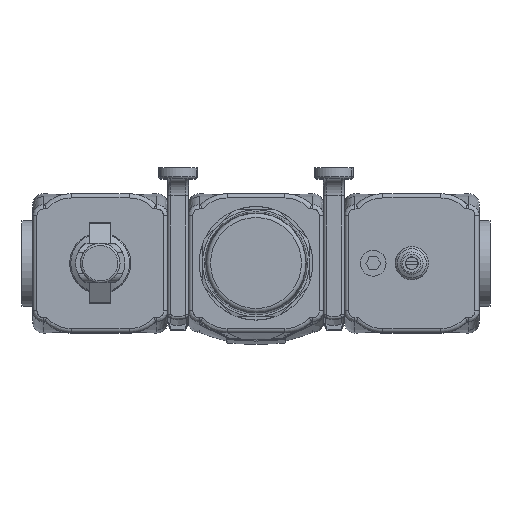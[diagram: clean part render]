
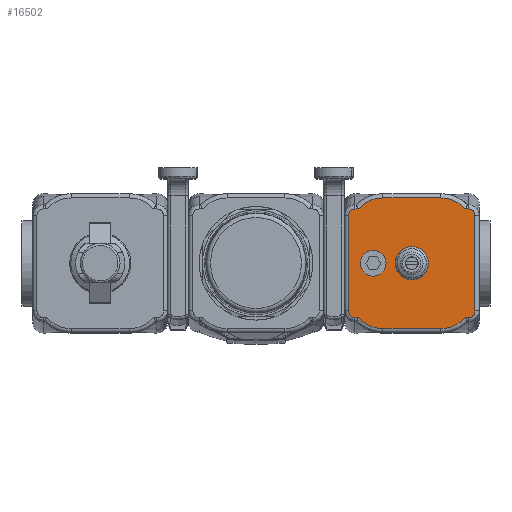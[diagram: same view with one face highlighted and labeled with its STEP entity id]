
A CAD part, top view. The second image highlights one B-rep face of the part: STEP entity #16502.
In plain terms, the highlighted planar face has unit normal (0, 0, 1).
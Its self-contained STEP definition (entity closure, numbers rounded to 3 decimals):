
#615=B_SPLINE_CURVE_WITH_KNOTS('',3,(#27546,#27547,#27548,#27549,#27550,
#27551),.UNSPECIFIED.,.F.,.F.,(4,1,1,4),(0.,0.205,0.341,
0.478),.UNSPECIFIED.);
#616=B_SPLINE_CURVE_WITH_KNOTS('',3,(#27555,#27556,#27557,#27558,#27559),
 .UNSPECIFIED.,.F.,.F.,(4,1,4),(0.,0.205,0.477),
 .UNSPECIFIED.);
#617=B_SPLINE_CURVE_WITH_KNOTS('',3,(#27571,#27572,#27573,#27574,#27575),
 .UNSPECIFIED.,.F.,.F.,(4,1,4),(0.,0.273,0.478),
 .UNSPECIFIED.);
#618=B_SPLINE_CURVE_WITH_KNOTS('',3,(#27579,#27580,#27581,#27582,#27583),
 .UNSPECIFIED.,.F.,.F.,(4,1,4),(0.,0.205,0.477),
 .UNSPECIFIED.);
#1668=LINE('',#27539,#2546);
#1669=LINE('',#27544,#2547);
#1670=LINE('',#27553,#2548);
#1671=LINE('',#27561,#2549);
#1672=LINE('',#27565,#2550);
#1673=LINE('',#27569,#2551);
#1674=LINE('',#27577,#2552);
#1675=LINE('',#27585,#2553);
#2546=VECTOR('',#20191,1000.);
#2547=VECTOR('',#20194,1000.);
#2548=VECTOR('',#20195,1000.);
#2549=VECTOR('',#20196,1000.);
#2550=VECTOR('',#20199,1000.);
#2551=VECTOR('',#20202,1000.);
#2552=VECTOR('',#20203,1000.);
#2553=VECTOR('',#20204,1000.);
#5626=ORIENTED_EDGE('',*,*,#7575,.T.);
#5627=ORIENTED_EDGE('',*,*,#7576,.T.);
#5628=ORIENTED_EDGE('',*,*,#7577,.F.);
#5629=ORIENTED_EDGE('',*,*,#7578,.F.);
#5630=ORIENTED_EDGE('',*,*,#7579,.F.);
#5631=ORIENTED_EDGE('',*,*,#7580,.F.);
#5632=ORIENTED_EDGE('',*,*,#7581,.F.);
#5633=ORIENTED_EDGE('',*,*,#7582,.F.);
#5634=ORIENTED_EDGE('',*,*,#7583,.F.);
#5635=ORIENTED_EDGE('',*,*,#7584,.F.);
#5636=ORIENTED_EDGE('',*,*,#7585,.F.);
#5637=ORIENTED_EDGE('',*,*,#7586,.F.);
#5638=ORIENTED_EDGE('',*,*,#7587,.F.);
#5639=ORIENTED_EDGE('',*,*,#7588,.F.);
#5640=ORIENTED_EDGE('',*,*,#7589,.F.);
#5641=ORIENTED_EDGE('',*,*,#7590,.F.);
#5642=ORIENTED_EDGE('',*,*,#7591,.F.);
#5643=ORIENTED_EDGE('',*,*,#7592,.F.);
#7575=EDGE_CURVE('',#8774,#8774,#9247,.T.);
#7576=EDGE_CURVE('',#8775,#8775,#9248,.T.);
#7577=EDGE_CURVE('',#8776,#8777,#1668,.T.);
#7578=EDGE_CURVE('',#8778,#8776,#9249,.T.);
#7579=EDGE_CURVE('',#8779,#8778,#1669,.T.);
#7580=EDGE_CURVE('',#8780,#8779,#615,.T.);
#7581=EDGE_CURVE('',#8781,#8780,#1670,.T.);
#7582=EDGE_CURVE('',#8782,#8781,#616,.T.);
#7583=EDGE_CURVE('',#8783,#8782,#1671,.T.);
#7584=EDGE_CURVE('',#8784,#8783,#9250,.T.);
#7585=EDGE_CURVE('',#8785,#8784,#1672,.T.);
#7586=EDGE_CURVE('',#8786,#8785,#9251,.T.);
#7587=EDGE_CURVE('',#8787,#8786,#1673,.T.);
#7588=EDGE_CURVE('',#8788,#8787,#617,.T.);
#7589=EDGE_CURVE('',#8789,#8788,#1674,.T.);
#7590=EDGE_CURVE('',#8790,#8789,#618,.T.);
#7591=EDGE_CURVE('',#8791,#8790,#1675,.T.);
#7592=EDGE_CURVE('',#8777,#8791,#9252,.T.);
#8774=VERTEX_POINT('',#27536);
#8775=VERTEX_POINT('',#27538);
#8776=VERTEX_POINT('',#27540);
#8777=VERTEX_POINT('',#27541);
#8778=VERTEX_POINT('',#27543);
#8779=VERTEX_POINT('',#27545);
#8780=VERTEX_POINT('',#27552);
#8781=VERTEX_POINT('',#27554);
#8782=VERTEX_POINT('',#27560);
#8783=VERTEX_POINT('',#27562);
#8784=VERTEX_POINT('',#27564);
#8785=VERTEX_POINT('',#27566);
#8786=VERTEX_POINT('',#27568);
#8787=VERTEX_POINT('',#27570);
#8788=VERTEX_POINT('',#27576);
#8789=VERTEX_POINT('',#27578);
#8790=VERTEX_POINT('',#27584);
#8791=VERTEX_POINT('',#27586);
#9247=CIRCLE('',#17508,7.75);
#9248=CIRCLE('',#17509,6.);
#9249=CIRCLE('',#17510,15.5);
#9250=CIRCLE('',#17511,15.5);
#9251=CIRCLE('',#17512,15.5);
#9252=CIRCLE('',#17513,15.5);
#10019=EDGE_LOOP('',(#5626));
#10020=EDGE_LOOP('',(#5627));
#10021=EDGE_LOOP('',(#5628,#5629,#5630,#5631,#5632,#5633,#5634,#5635,#5636,
#5637,#5638,#5639,#5640,#5641,#5642,#5643));
#10869=FACE_BOUND('',#10019,.T.);
#10870=FACE_BOUND('',#10020,.T.);
#10871=FACE_BOUND('',#10021,.T.);
#11268=PLANE('',#17507);
#16502=ADVANCED_FACE('',(#10869,#10870,#10871),#11268,.T.);
#17507=AXIS2_PLACEMENT_3D('',#27534,#20185,#20186);
#17508=AXIS2_PLACEMENT_3D('',#27535,#20187,#20188);
#17509=AXIS2_PLACEMENT_3D('',#27537,#20189,#20190);
#17510=AXIS2_PLACEMENT_3D('',#27542,#20192,#20193);
#17511=AXIS2_PLACEMENT_3D('',#27563,#20197,#20198);
#17512=AXIS2_PLACEMENT_3D('',#27567,#20200,#20201);
#17513=AXIS2_PLACEMENT_3D('',#27587,#20205,#20206);
#20185=DIRECTION('',(0.,0.,1.));
#20186=DIRECTION('',(1.,0.,0.));
#20187=DIRECTION('',(0.,0.,-1.));
#20188=DIRECTION('',(1.,0.,0.));
#20189=DIRECTION('',(0.,0.,-1.));
#20190=DIRECTION('',(-1.,0.,0.));
#20191=DIRECTION('',(1.,0.,0.));
#20192=DIRECTION('',(0.,0.,-1.));
#20193=DIRECTION('',(-0.401,0.916,0.));
#20194=DIRECTION('',(1.,0.,0.));
#20195=DIRECTION('',(0.,1.,0.));
#20196=DIRECTION('',(-1.,0.,0.));
#20197=DIRECTION('',(0.,0.,-1.));
#20198=DIRECTION('',(-0.401,-0.916,0.));
#20199=DIRECTION('',(-1.,0.,0.));
#20200=DIRECTION('',(0.,0.,-1.));
#20201=DIRECTION('',(0.401,-0.916,0.));
#20202=DIRECTION('',(-1.,0.,0.));
#20203=DIRECTION('',(0.,-1.,0.));
#20204=DIRECTION('',(1.,0.,0.));
#20205=DIRECTION('',(0.,0.,-1.));
#20206=DIRECTION('',(0.401,0.916,0.));
#27534=CARTESIAN_POINT('',(0.,0.,40.));
#27535=CARTESIAN_POINT('',(0.,0.,40.));
#27536=CARTESIAN_POINT('',(7.75,0.,40.));
#27537=CARTESIAN_POINT('',(-18.,0.,40.));
#27538=CARTESIAN_POINT('',(-24.,0.,40.));
#27539=CARTESIAN_POINT('',(-13.5,30.5,40.));
#27540=CARTESIAN_POINT('',(-13.5,30.5,40.));
#27541=CARTESIAN_POINT('',(13.5,30.5,40.));
#27542=CARTESIAN_POINT('',(-13.5,15.,40.));
#27543=CARTESIAN_POINT('',(-25.03,25.359,40.));
#27544=CARTESIAN_POINT('',(-26.5,25.359,40.));
#27545=CARTESIAN_POINT('',(-26.5,25.359,40.));
#27546=CARTESIAN_POINT('',(-29.5,22.244,40.));
#27547=CARTESIAN_POINT('',(-29.5,22.927,40.));
#27548=CARTESIAN_POINT('',(-29.127,24.069,40.));
#27549=CARTESIAN_POINT('',(-27.871,25.136,40.));
#27550=CARTESIAN_POINT('',(-26.955,25.359,40.));
#27551=CARTESIAN_POINT('',(-26.5,25.359,40.));
#27552=CARTESIAN_POINT('',(-29.5,22.244,40.));
#27553=CARTESIAN_POINT('',(-29.5,-22.244,40.));
#27554=CARTESIAN_POINT('',(-29.5,-22.244,40.));
#27555=CARTESIAN_POINT('',(-26.5,-25.359,40.));
#27556=CARTESIAN_POINT('',(-27.182,-25.359,40.));
#27557=CARTESIAN_POINT('',(-28.784,-24.758,40.));
#27558=CARTESIAN_POINT('',(-29.5,-23.153,40.));
#27559=CARTESIAN_POINT('',(-29.5,-22.244,40.));
#27560=CARTESIAN_POINT('',(-26.5,-25.359,40.));
#27561=CARTESIAN_POINT('',(-25.03,-25.359,40.));
#27562=CARTESIAN_POINT('',(-25.03,-25.359,40.));
#27563=CARTESIAN_POINT('',(-13.5,-15.,40.));
#27564=CARTESIAN_POINT('',(-13.5,-30.5,40.));
#27565=CARTESIAN_POINT('',(13.5,-30.5,40.));
#27566=CARTESIAN_POINT('',(13.5,-30.5,40.));
#27567=CARTESIAN_POINT('',(13.5,-15.,40.));
#27568=CARTESIAN_POINT('',(25.03,-25.359,40.));
#27569=CARTESIAN_POINT('',(26.5,-25.359,40.));
#27570=CARTESIAN_POINT('',(26.5,-25.359,40.));
#27571=CARTESIAN_POINT('',(29.5,-22.244,40.));
#27572=CARTESIAN_POINT('',(29.5,-23.155,40.));
#27573=CARTESIAN_POINT('',(28.788,-24.752,40.));
#27574=CARTESIAN_POINT('',(27.183,-25.359,40.));
#27575=CARTESIAN_POINT('',(26.5,-25.359,40.));
#27576=CARTESIAN_POINT('',(29.5,-22.244,40.));
#27577=CARTESIAN_POINT('',(29.5,22.244,40.));
#27578=CARTESIAN_POINT('',(29.5,22.244,40.));
#27579=CARTESIAN_POINT('',(26.5,25.359,40.));
#27580=CARTESIAN_POINT('',(27.182,25.359,40.));
#27581=CARTESIAN_POINT('',(28.784,24.758,40.));
#27582=CARTESIAN_POINT('',(29.5,23.153,40.));
#27583=CARTESIAN_POINT('',(29.5,22.244,40.));
#27584=CARTESIAN_POINT('',(26.5,25.359,40.));
#27585=CARTESIAN_POINT('',(25.03,25.359,40.));
#27586=CARTESIAN_POINT('',(25.03,25.359,40.));
#27587=CARTESIAN_POINT('',(13.5,15.,40.));
